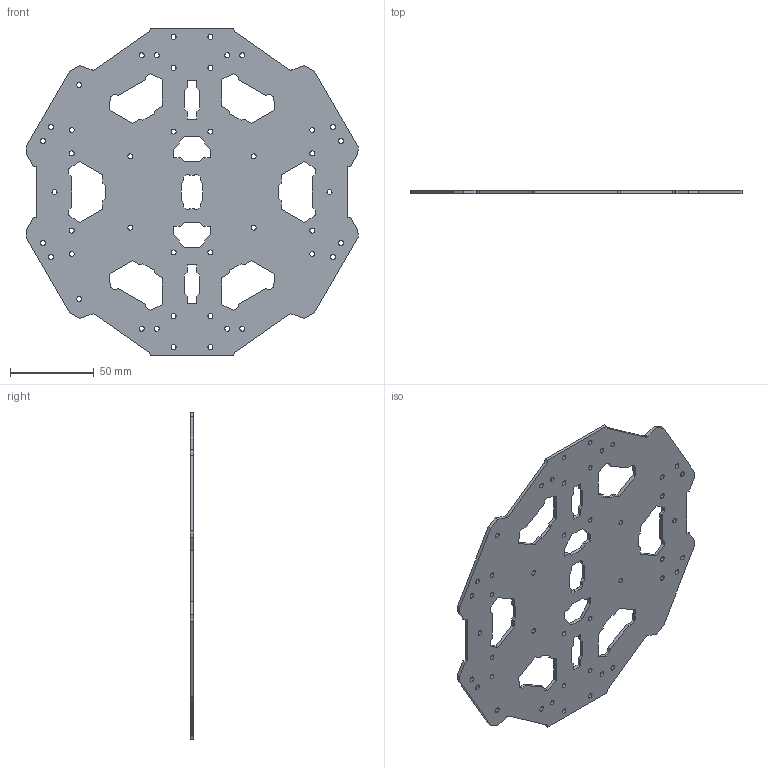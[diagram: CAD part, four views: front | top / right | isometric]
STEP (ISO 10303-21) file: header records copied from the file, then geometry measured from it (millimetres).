
FILE_DESCRIPTION (( 'STEP AP203' ), '1' );
FILE_NAME ('Plate_Default_sldprt.STEP', '2021-02-13T10:56:39', ( '' ), ( '' ), 'SwSTEP 2.0', 'SolidWorks 2019', '' );
FILE_SCHEMA (( 'CONFIG_CONTROL_DESIGN' ));
Length unit declared in the file: millimetre
Products named in the file (1): Plate_Default_sldprt
Bounding box: 198 x 2 x 195 mm (x, y, z)
Volume: 50193.2 mm3; surface area: 54138.9 mm2
Topology: 1 solids, 1 shells, 284 faces, 846 edges, 564 vertices
Faces by surface type: plane 186, cylinder 98
Entity records: 9823 total; most frequent: CARTESIAN_POINT 1695, ORIENTED_EDGE 1692, DIRECTION 1612, EDGE_CURVE 846, LINE 650, VECTOR 650, VERTEX_POINT 564, AXIS2_PLACEMENT_3D 481
